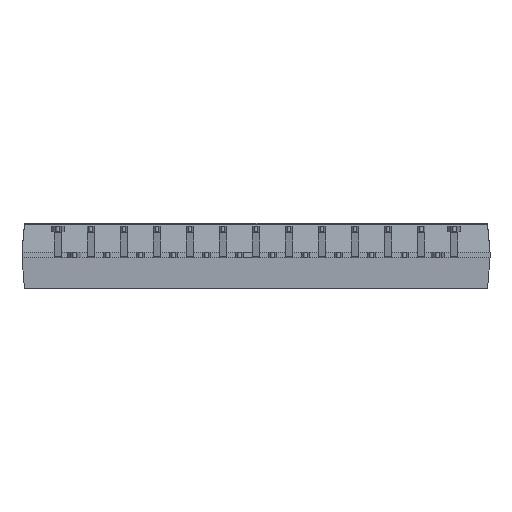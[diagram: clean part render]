
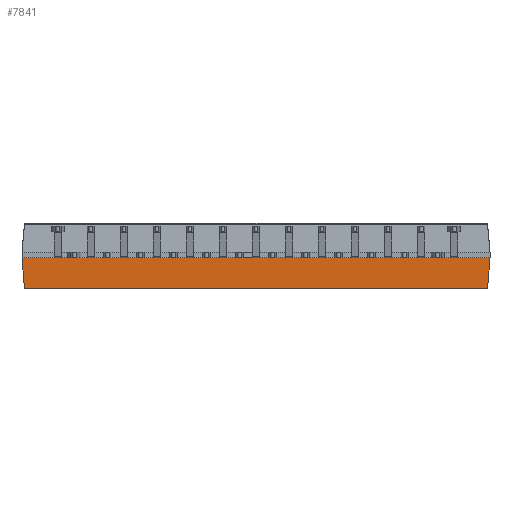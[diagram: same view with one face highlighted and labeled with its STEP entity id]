
A CAD part, front view. The second image highlights one B-rep face of the part: STEP entity #7841.
In plain terms, the highlighted planar face has unit normal (0, -0.999, -0.05).
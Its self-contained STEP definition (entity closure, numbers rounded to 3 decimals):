
#402 = ORIENTED_EDGE ( 'NONE', *, *, #15347, .T. ) ;
#474 = CARTESIAN_POINT ( 'NONE',  ( 17.808, 6.82, -2.575 ) ) ;
#2665 = CARTESIAN_POINT ( 'NONE',  ( -18., 6.7, -0.2 ) ) ;
#2765 = AXIS2_PLACEMENT_3D ( 'NONE', #2665, #6652, #4617 ) ;
#3199 = VECTOR ( 'NONE', #18356, 1000. ) ;
#3381 = VECTOR ( 'NONE', #15378, 1000. ) ;
#4617 = DIRECTION ( 'NONE',  ( 0., 0.05, -0.999 ) ) ;
#5716 = FACE_OUTER_BOUND ( 'NONE', #18589, .T. ) ;
#5718 = EDGE_CURVE ( 'NONE', #15688, #22008, #15910, .T. ) ;
#6652 = DIRECTION ( 'NONE',  ( 0., -0.999, -0.05 ) ) ;
#7057 = PLANE ( 'NONE',  #2765 ) ;
#7841 = ADVANCED_FACE ( 'NONE', ( #5716 ), #7057, .T. ) ;
#8131 = EDGE_CURVE ( 'NONE', #20023, #20682, #20839, .T. ) ;
#9165 = CARTESIAN_POINT ( 'NONE',  ( -18., 6.7, -0.2 ) ) ;
#9193 = CARTESIAN_POINT ( 'NONE',  ( 0., 6.7, -0.2 ) ) ;
#10052 = DIRECTION ( 'NONE',  ( 0.08, -0.05, 0.995 ) ) ;
#12217 = CARTESIAN_POINT ( 'NONE',  ( 17.808, 6.82, -2.575 ) ) ;
#12427 = ORIENTED_EDGE ( 'NONE', *, *, #22357, .F. ) ;
#13115 = LINE ( 'NONE', #22194, #3199 ) ;
#13574 = ORIENTED_EDGE ( 'NONE', *, *, #5718, .T. ) ;
#14545 = LINE ( 'NONE', #9193, #16587 ) ;
#15347 = EDGE_CURVE ( 'NONE', #20682, #15688, #13115, .T. ) ;
#15378 = DIRECTION ( 'NONE',  ( 0.08, 0.05, -0.995 ) ) ;
#15688 = VERTEX_POINT ( 'NONE', #12217 ) ;
#15910 = LINE ( 'NONE', #474, #23473 ) ;
#16587 = VECTOR ( 'NONE', #23888, 1000. ) ;
#17344 = ORIENTED_EDGE ( 'NONE', *, *, #8131, .T. ) ;
#18356 = DIRECTION ( 'NONE',  ( 1., 0., 0. ) ) ;
#18589 = EDGE_LOOP ( 'NONE', ( #17344, #402, #13574, #12427 ) ) ;
#19109 = CARTESIAN_POINT ( 'NONE',  ( -18., 6.7, -0.2 ) ) ;
#20023 = VERTEX_POINT ( 'NONE', #9165 ) ;
#20682 = VERTEX_POINT ( 'NONE', #22527 ) ;
#20839 = LINE ( 'NONE', #19109, #3381 ) ;
#22008 = VERTEX_POINT ( 'NONE', #22637 ) ;
#22194 = CARTESIAN_POINT ( 'NONE',  ( 0., 6.82, -2.575 ) ) ;
#22357 = EDGE_CURVE ( 'NONE', #20023, #22008, #14545, .T. ) ;
#22527 = CARTESIAN_POINT ( 'NONE',  ( -17.808, 6.82, -2.575 ) ) ;
#22637 = CARTESIAN_POINT ( 'NONE',  ( 18., 6.7, -0.2 ) ) ;
#23473 = VECTOR ( 'NONE', #10052, 1000. ) ;
#23888 = DIRECTION ( 'NONE',  ( 1., 0., 0. ) ) ;
